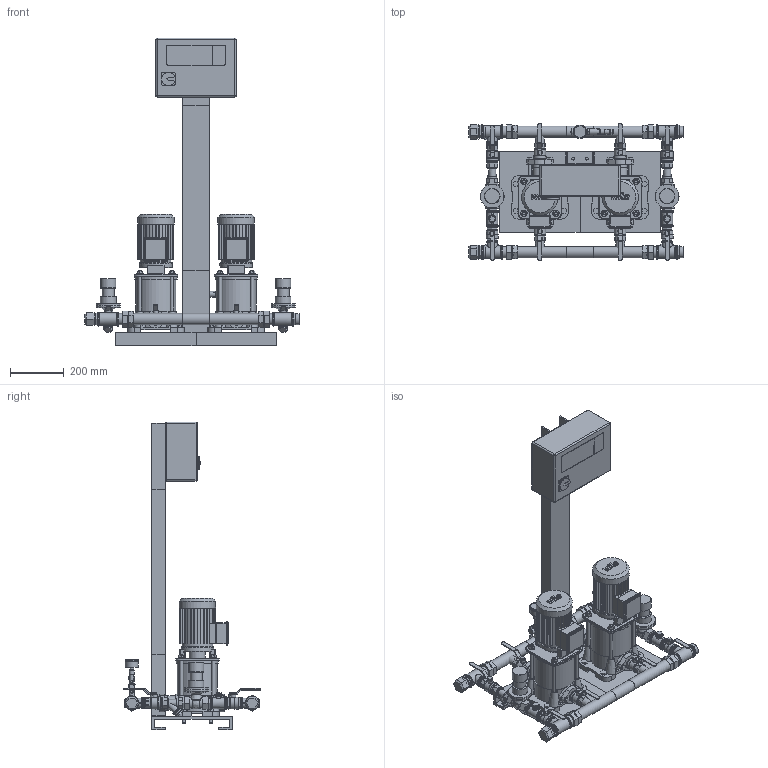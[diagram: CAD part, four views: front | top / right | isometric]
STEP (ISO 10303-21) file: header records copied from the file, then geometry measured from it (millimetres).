
FILE_DESCRIPTION(/* description */ (''),/* implementation_level */ '2;1');
FILE_NAME(/* name */ '3d_WEV-2-304-T_CE-2D-4157274.stp',/* time_stamp */ '2020-11-04T13:31:25+01:00',/* author */ ('Andrzej'),/* organization */ (''),/* preprocessor_version */ 'ST-DEVELOPER v16.13',/* originating_system */ 'AutoCAD Mechanical',/* authorisation */ '');
FILE_SCHEMA (('AUTOMOTIVE_DESIGN { 1 0 10303 214 3 1 1 }'));
Products named in the file (1): Product
Bounding box: 800 x 511.2 x 1150 mm (x, y, z)
Volume: 33421765.5 mm3; surface area: 3537292 mm2
Topology: 138 solids, 138 shells, 2723 faces, 6525 edges, 4174 vertices
Faces by surface type: plane 1701, cylinder 672, cone 114, torus 106, bspline 86, sphere 44
Full cylindrical faces by diameter (mm): 10 x8, 11 x19, 11.1 x1, 11.8 x1, 12 x25, 13 x1, 13.5 x3, 14 x9, 15 x2, 16 x2, 17 x7, 18 x4, 18.8 x2, 19.2 x2, 20 x2, 21 x1, 22 x1, 22.8 x2, 24 x9, 27.3 x2, 27.4 x2, 32.4 x4, 33.7 x30, 34.8 x2, 38.1 x4, 39.4 x4, 41.4 x8, 41.7 x8, 42 x6, 42.4 x8
Entity records: 80784 total; most frequent: CARTESIAN_POINT 19300, DIRECTION 12725, ORIENTED_EDGE 11922, EDGE_CURVE 5961, AXIS2_PLACEMENT_3D 4486, VERTEX_POINT 4064, LINE 3753, VECTOR 3753
